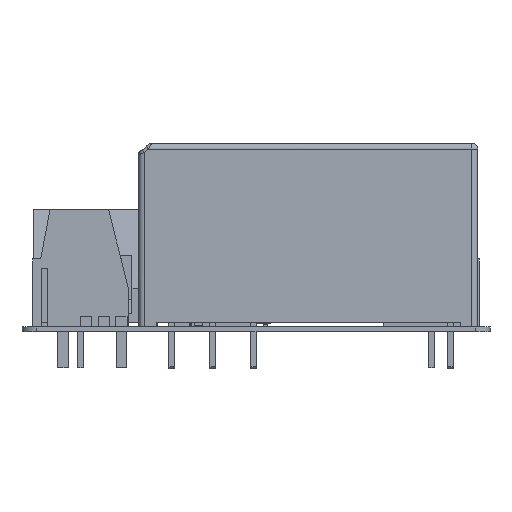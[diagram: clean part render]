
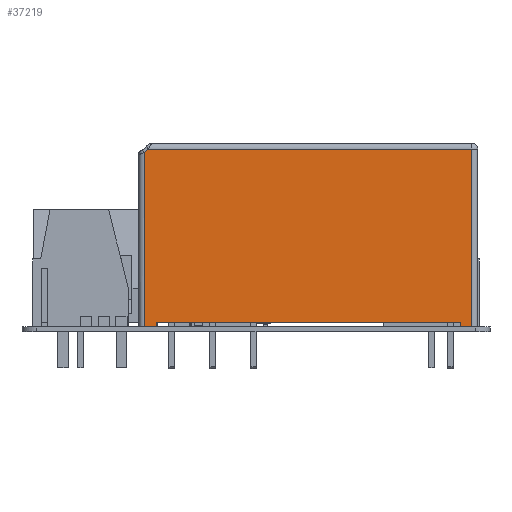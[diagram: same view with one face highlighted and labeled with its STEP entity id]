
A CAD part, left-side view. The second image highlights one B-rep face of the part: STEP entity #37219.
In plain terms, the highlighted planar face has unit normal (-1, 0, 0).
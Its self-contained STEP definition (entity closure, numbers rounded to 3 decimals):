
#36796 = VERTEX_POINT('',#36797);
#36797 = CARTESIAN_POINT('',(0.65,29.172,15.2));
#36860 = VERTEX_POINT('',#36861);
#36861 = CARTESIAN_POINT('',(0.65,29.542,
    14.887));
#36938 = EDGE_CURVE('',#36860,#36796,#36939,.T.);
#36939 = LINE('',#36940,#36941);
#36940 = CARTESIAN_POINT('',(0.65,25.205,
    18.551));
#36941 = VECTOR('',#36942,1.);
#36942 = DIRECTION('',(0.,-0.764,0.645
    ));
#37199 = EDGE_CURVE('',#36796,#37200,#37202,.T.);
#37200 = VERTEX_POINT('',#37201);
#37201 = CARTESIAN_POINT('',(0.65,1.542,15.2));
#37202 = LINE('',#37203,#37204);
#37203 = CARTESIAN_POINT('',(0.65,29.542,15.2));
#37204 = VECTOR('',#37205,1.);
#37205 = DIRECTION('',(0.,-1.,0.));
#37219 = ADVANCED_FACE('',(#37220),#37278,.T.);
#37220 = FACE_BOUND('',#37221,.T.);
#37221 = EDGE_LOOP('',(#37222,#37223,#37231,#37239,#37247,#37255,#37263,
    #37271,#37277));
#37222 = ORIENTED_EDGE('',*,*,#36938,.F.);
#37223 = ORIENTED_EDGE('',*,*,#37224,.F.);
#37224 = EDGE_CURVE('',#37225,#36860,#37227,.T.);
#37225 = VERTEX_POINT('',#37226);
#37226 = CARTESIAN_POINT('',(0.65,29.542,0.));
#37227 = LINE('',#37228,#37229);
#37228 = CARTESIAN_POINT('',(0.65,29.542,0.));
#37229 = VECTOR('',#37230,1.);
#37230 = DIRECTION('',(0.,0.,1.));
#37231 = ORIENTED_EDGE('',*,*,#37232,.F.);
#37232 = EDGE_CURVE('',#37233,#37225,#37235,.T.);
#37233 = VERTEX_POINT('',#37234);
#37234 = CARTESIAN_POINT('',(0.65,28.542,0.));
#37235 = LINE('',#37236,#37237);
#37236 = CARTESIAN_POINT('',(0.65,1.542,0.));
#37237 = VECTOR('',#37238,1.);
#37238 = DIRECTION('',(0.,1.,0.));
#37239 = ORIENTED_EDGE('',*,*,#37240,.T.);
#37240 = EDGE_CURVE('',#37233,#37241,#37243,.T.);
#37241 = VERTEX_POINT('',#37242);
#37242 = CARTESIAN_POINT('',(0.65,28.542,0.4));
#37243 = LINE('',#37244,#37245);
#37244 = CARTESIAN_POINT('',(0.65,28.542,0.));
#37245 = VECTOR('',#37246,1.);
#37246 = DIRECTION('',(0.,0.,1.));
#37247 = ORIENTED_EDGE('',*,*,#37248,.T.);
#37248 = EDGE_CURVE('',#37241,#37249,#37251,.T.);
#37249 = VERTEX_POINT('',#37250);
#37250 = CARTESIAN_POINT('',(0.65,2.542,0.4));
#37251 = LINE('',#37252,#37253);
#37252 = CARTESIAN_POINT('',(0.65,8.292,0.4));
#37253 = VECTOR('',#37254,1.);
#37254 = DIRECTION('',(0.,-1.,0.));
#37255 = ORIENTED_EDGE('',*,*,#37256,.T.);
#37256 = EDGE_CURVE('',#37249,#37257,#37259,.T.);
#37257 = VERTEX_POINT('',#37258);
#37258 = CARTESIAN_POINT('',(0.65,2.542,0.));
#37259 = LINE('',#37260,#37261);
#37260 = CARTESIAN_POINT('',(0.65,2.542,0.));
#37261 = VECTOR('',#37262,1.);
#37262 = DIRECTION('',(0.,0.,-1.));
#37263 = ORIENTED_EDGE('',*,*,#37264,.F.);
#37264 = EDGE_CURVE('',#37265,#37257,#37267,.T.);
#37265 = VERTEX_POINT('',#37266);
#37266 = CARTESIAN_POINT('',(0.65,1.542,0.));
#37267 = LINE('',#37268,#37269);
#37268 = CARTESIAN_POINT('',(0.65,1.542,0.));
#37269 = VECTOR('',#37270,1.);
#37270 = DIRECTION('',(0.,1.,0.));
#37271 = ORIENTED_EDGE('',*,*,#37272,.T.);
#37272 = EDGE_CURVE('',#37265,#37200,#37273,.T.);
#37273 = LINE('',#37274,#37275);
#37274 = CARTESIAN_POINT('',(0.65,1.542,0.));
#37275 = VECTOR('',#37276,1.);
#37276 = DIRECTION('',(0.,0.,1.));
#37277 = ORIENTED_EDGE('',*,*,#37199,.F.);
#37278 = PLANE('',#37279);
#37279 = AXIS2_PLACEMENT_3D('',#37280,#37281,#37282);
#37280 = CARTESIAN_POINT('',(0.65,1.042,0.));
#37281 = DIRECTION('',(-1.,0.,0.));
#37282 = DIRECTION('',(0.,1.,0.));
